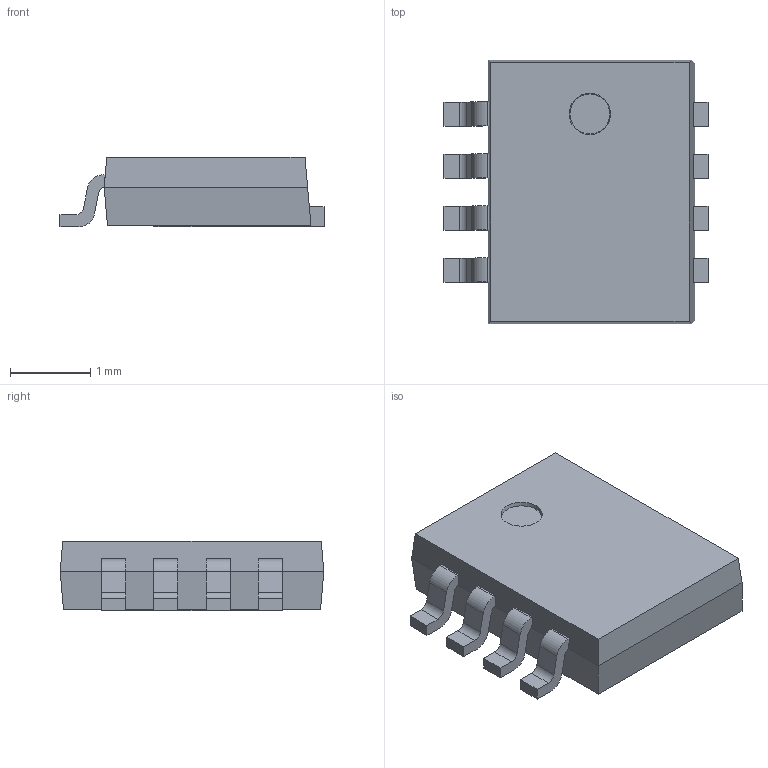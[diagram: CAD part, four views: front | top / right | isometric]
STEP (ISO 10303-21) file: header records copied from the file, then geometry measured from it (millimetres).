
FILE_DESCRIPTION(('FreeCAD Model'),'2;1');
FILE_NAME('SOT-1210_LFPAK33.step', '2018-01-29T11:29:21',('kicad StepUp'),('ksu MCAD'), 'Open CASCADE STEP processor 7.1','FreeCAD','Unknown');
FILE_SCHEMA(('AUTOMOTIVE_DESIGN { 1 0 10303 214 1 1 1 1 }'));
Length unit declared in the file: millimetre
Products named in the file (1): SOT-1210_LFPAK33
Bounding box: 3.3 x 3.3 x 0.87 mm (x, y, z)
Volume: 7.3 mm3; surface area: 30.3 mm2
Topology: 1 solids, 1 shells, 92 faces, 253 edges, 168 vertices
Faces by surface type: plane 66, cylinder 24, cone 2
Entity records: 2172 total; most frequent: ORIENTED_EDGE 446, CARTESIAN_POINT 345, EDGE_CURVE 253, LINE 188, VERTEX_POINT 168, AXIS2_PLACEMENT_3D 130, FACE_BOUND 97, EDGE_LOOP 97
